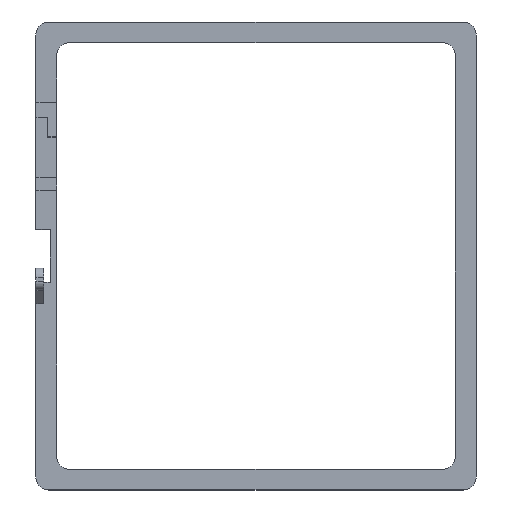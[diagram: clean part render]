
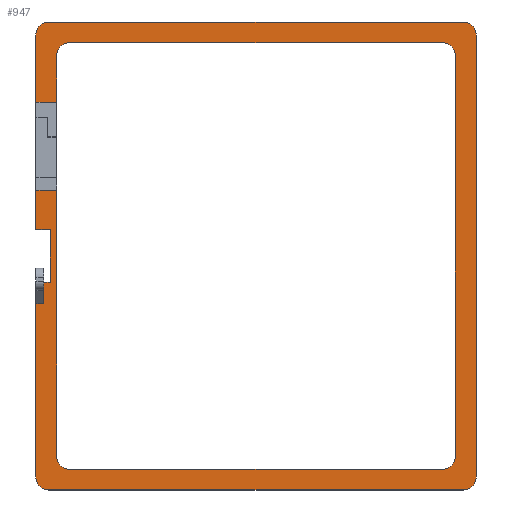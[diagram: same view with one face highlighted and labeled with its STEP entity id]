
A CAD part, top view. The second image highlights one B-rep face of the part: STEP entity #947.
In plain terms, the highlighted planar face has unit normal (0, 0, 1).
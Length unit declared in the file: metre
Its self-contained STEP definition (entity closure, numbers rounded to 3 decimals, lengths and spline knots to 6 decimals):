
#12=LINE('',#1403,#98);
#20=LINE('',#1419,#106);
#27=LINE('',#1444,#113);
#30=LINE('',#1457,#116);
#31=LINE('',#1460,#117);
#32=LINE('',#1463,#118);
#33=LINE('',#1467,#119);
#34=LINE('',#1471,#120);
#35=LINE('',#1474,#121);
#36=LINE('',#1476,#122);
#37=LINE('',#1480,#123);
#38=LINE('',#1484,#124);
#39=LINE('',#1488,#125);
#40=LINE('',#1492,#126);
#41=LINE('',#1494,#127);
#42=LINE('',#1495,#128);
#43=LINE('',#1497,#129);
#44=LINE('',#1499,#130);
#98=VECTOR('',#1121,1.);
#106=VECTOR('',#1129,1.);
#113=VECTOR('',#1148,1.);
#116=VECTOR('',#1161,1.);
#117=VECTOR('',#1162,1.);
#118=VECTOR('',#1165,1.);
#119=VECTOR('',#1168,1.);
#120=VECTOR('',#1171,1.);
#121=VECTOR('',#1174,1.);
#122=VECTOR('',#1175,1.);
#123=VECTOR('',#1178,1.);
#124=VECTOR('',#1181,1.);
#125=VECTOR('',#1184,1.);
#126=VECTOR('',#1187,1.);
#127=VECTOR('',#1188,1.);
#128=VECTOR('',#1189,1.);
#129=VECTOR('',#1190,1.);
#130=VECTOR('',#1191,1.);
#186=PLANE('',#1024);
#244=ORIENTED_EDGE('',*,*,#509,.F.);
#245=ORIENTED_EDGE('',*,*,#510,.T.);
#246=ORIENTED_EDGE('',*,*,#503,.T.);
#247=ORIENTED_EDGE('',*,*,#511,.T.);
#248=ORIENTED_EDGE('',*,*,#512,.T.);
#249=ORIENTED_EDGE('',*,*,#513,.T.);
#250=ORIENTED_EDGE('',*,*,#514,.F.);
#251=ORIENTED_EDGE('',*,*,#515,.T.);
#252=ORIENTED_EDGE('',*,*,#516,.F.);
#253=ORIENTED_EDGE('',*,*,#517,.T.);
#254=ORIENTED_EDGE('',*,*,#491,.T.);
#255=ORIENTED_EDGE('',*,*,#518,.T.);
#256=ORIENTED_EDGE('',*,*,#519,.F.);
#257=ORIENTED_EDGE('',*,*,#520,.T.);
#258=ORIENTED_EDGE('',*,*,#521,.T.);
#259=ORIENTED_EDGE('',*,*,#522,.T.);
#260=ORIENTED_EDGE('',*,*,#523,.T.);
#261=ORIENTED_EDGE('',*,*,#524,.T.);
#262=ORIENTED_EDGE('',*,*,#525,.F.);
#263=ORIENTED_EDGE('',*,*,#526,.T.);
#264=ORIENTED_EDGE('',*,*,#527,.F.);
#265=ORIENTED_EDGE('',*,*,#528,.F.);
#266=ORIENTED_EDGE('',*,*,#483,.T.);
#267=ORIENTED_EDGE('',*,*,#529,.F.);
#268=ORIENTED_EDGE('',*,*,#530,.T.);
#269=ORIENTED_EDGE('',*,*,#531,.F.);
#483=EDGE_CURVE('',#617,#615,#12,.T.);
#491=EDGE_CURVE('',#625,#624,#20,.T.);
#503=EDGE_CURVE('',#637,#636,#27,.T.);
#509=EDGE_CURVE('',#642,#643,#30,.T.);
#510=EDGE_CURVE('',#642,#637,#31,.T.);
#511=EDGE_CURVE('',#636,#644,#720,.T.);
#512=EDGE_CURVE('',#644,#645,#32,.T.);
#513=EDGE_CURVE('',#645,#646,#721,.T.);
#514=EDGE_CURVE('',#647,#646,#33,.T.);
#515=EDGE_CURVE('',#647,#648,#722,.T.);
#516=EDGE_CURVE('',#649,#648,#34,.T.);
#517=EDGE_CURVE('',#649,#625,#723,.T.);
#518=EDGE_CURVE('',#624,#650,#35,.T.);
#519=EDGE_CURVE('',#651,#650,#36,.T.);
#520=EDGE_CURVE('',#651,#652,#724,.F.);
#521=EDGE_CURVE('',#652,#653,#37,.T.);
#522=EDGE_CURVE('',#653,#654,#725,.F.);
#523=EDGE_CURVE('',#654,#655,#38,.T.);
#524=EDGE_CURVE('',#655,#656,#726,.F.);
#525=EDGE_CURVE('',#657,#656,#39,.T.);
#526=EDGE_CURVE('',#657,#658,#727,.F.);
#527=EDGE_CURVE('',#659,#658,#40,.T.);
#528=EDGE_CURVE('',#617,#659,#41,.T.);
#529=EDGE_CURVE('',#660,#615,#42,.T.);
#530=EDGE_CURVE('',#660,#661,#43,.T.);
#531=EDGE_CURVE('',#643,#661,#44,.F.);
#615=VERTEX_POINT('',#1401);
#617=VERTEX_POINT('',#1404);
#624=VERTEX_POINT('',#1418);
#625=VERTEX_POINT('',#1420);
#636=VERTEX_POINT('',#1443);
#637=VERTEX_POINT('',#1445);
#642=VERTEX_POINT('',#1458);
#643=VERTEX_POINT('',#1459);
#644=VERTEX_POINT('',#1462);
#645=VERTEX_POINT('',#1464);
#646=VERTEX_POINT('',#1466);
#647=VERTEX_POINT('',#1468);
#648=VERTEX_POINT('',#1470);
#649=VERTEX_POINT('',#1472);
#650=VERTEX_POINT('',#1475);
#651=VERTEX_POINT('',#1477);
#652=VERTEX_POINT('',#1479);
#653=VERTEX_POINT('',#1481);
#654=VERTEX_POINT('',#1483);
#655=VERTEX_POINT('',#1485);
#656=VERTEX_POINT('',#1487);
#657=VERTEX_POINT('',#1489);
#658=VERTEX_POINT('',#1491);
#659=VERTEX_POINT('',#1493);
#660=VERTEX_POINT('',#1496);
#661=VERTEX_POINT('',#1498);
#720=CIRCLE('',#1025,0.005);
#721=CIRCLE('',#1026,0.005);
#722=CIRCLE('',#1027,0.005);
#723=CIRCLE('',#1028,0.005);
#724=CIRCLE('',#1029,0.005);
#725=CIRCLE('',#1030,0.005);
#726=CIRCLE('',#1031,0.005);
#727=CIRCLE('',#1032,0.005);
#766=EDGE_LOOP('',(#244,#245,#246,#247,#248,#249,#250,#251,#252,#253,#254,
#255,#256,#257,#258,#259,#260,#261,#262,#263,#264,#265,#266,#267,#268,#269));
#849=FACE_BOUND('',#766,.T.);
#947=ADVANCED_FACE('',(#849),#186,.T.);
#1024=AXIS2_PLACEMENT_3D('',#1456,#1159,#1160);
#1025=AXIS2_PLACEMENT_3D('',#1461,#1163,#1164);
#1026=AXIS2_PLACEMENT_3D('',#1465,#1166,#1167);
#1027=AXIS2_PLACEMENT_3D('',#1469,#1169,#1170);
#1028=AXIS2_PLACEMENT_3D('',#1473,#1172,#1173);
#1029=AXIS2_PLACEMENT_3D('',#1478,#1176,#1177);
#1030=AXIS2_PLACEMENT_3D('',#1482,#1179,#1180);
#1031=AXIS2_PLACEMENT_3D('',#1486,#1182,#1183);
#1032=AXIS2_PLACEMENT_3D('',#1490,#1185,#1186);
#1121=DIRECTION('',(0.,-1.,0.));
#1129=DIRECTION('',(0.,-1.,0.));
#1148=DIRECTION('',(0.,-1.,0.));
#1159=DIRECTION('',(0.,0.,1.));
#1160=DIRECTION('',(1.,0.,0.));
#1161=DIRECTION('',(0.,1.,0.));
#1162=DIRECTION('',(-1.,0.,0.));
#1163=DIRECTION('',(0.,0.,1.));
#1164=DIRECTION('',(1.,0.,0.));
#1165=DIRECTION('',(1.,0.,0.));
#1166=DIRECTION('',(0.,0.,1.));
#1167=DIRECTION('',(1.,0.,0.));
#1168=DIRECTION('',(0.,-1.,0.));
#1169=DIRECTION('',(0.,0.,1.));
#1170=DIRECTION('',(1.,0.,0.));
#1171=DIRECTION('',(1.,0.,0.));
#1172=DIRECTION('',(0.,0.,1.));
#1173=DIRECTION('',(1.,0.,0.));
#1174=DIRECTION('',(1.,0.,0.));
#1175=DIRECTION('',(0.,-1.,0.));
#1176=DIRECTION('',(0.,0.,1.));
#1177=DIRECTION('',(1.,0.,0.));
#1178=DIRECTION('',(1.,0.,0.));
#1179=DIRECTION('',(0.,0.,1.));
#1180=DIRECTION('',(1.,0.,0.));
#1181=DIRECTION('',(0.,-1.,0.));
#1182=DIRECTION('',(0.,0.,1.));
#1183=DIRECTION('',(1.,0.,0.));
#1184=DIRECTION('',(1.,0.,0.));
#1185=DIRECTION('',(0.,0.,1.));
#1186=DIRECTION('',(1.,0.,0.));
#1187=DIRECTION('',(0.,-1.,0.));
#1188=DIRECTION('',(1.,0.,0.));
#1189=DIRECTION('',(-1.,0.,0.));
#1190=DIRECTION('',(0.,-1.,0.));
#1191=DIRECTION('',(-1.,0.,0.));
#1401=CARTESIAN_POINT('',(-0.084613,0.010185,0.008));
#1403=CARTESIAN_POINT('',(-0.084613,0.,0.008));
#1404=CARTESIAN_POINT('',(-0.084613,0.025192,0.008));
#1418=CARTESIAN_POINT('',(-0.084613,0.059046,0.008));
#1419=CARTESIAN_POINT('',(-0.084613,0.,0.008));
#1420=CARTESIAN_POINT('',(-0.084613,0.084936,0.008));
#1443=CARTESIAN_POINT('',(-0.084613,-0.084936,0.008));
#1444=CARTESIAN_POINT('',(-0.084613,0.,0.008));
#1445=CARTESIAN_POINT('',(-0.084613,-0.01829,0.008));
#1456=CARTESIAN_POINT('',(-0.007934,0.,0.008));
#1457=CARTESIAN_POINT('',(-0.081613,-0.008994,0.008));
#1458=CARTESIAN_POINT('',(-0.081613,-0.01829,0.008));
#1459=CARTESIAN_POINT('',(-0.081613,-0.010185,0.008));
#1460=CARTESIAN_POINT('',(-0.084613,-0.01829,0.008));
#1461=CARTESIAN_POINT('',(-0.079613,-0.084936,0.008));
#1462=CARTESIAN_POINT('',(-0.079613,-0.089936,0.008));
#1463=CARTESIAN_POINT('',(0.,-0.089936,0.008));
#1464=CARTESIAN_POINT('',(0.079613,-0.089936,0.008));
#1465=CARTESIAN_POINT('',(0.079613,-0.084936,0.008));
#1466=CARTESIAN_POINT('',(0.084613,-0.084936,0.008));
#1467=CARTESIAN_POINT('',(0.084613,0.,0.008));
#1468=CARTESIAN_POINT('',(0.084613,0.084936,0.008));
#1469=CARTESIAN_POINT('',(0.079613,0.084936,0.008));
#1470=CARTESIAN_POINT('',(0.079613,0.089936,0.008));
#1471=CARTESIAN_POINT('',(0.,0.089936,0.008));
#1472=CARTESIAN_POINT('',(-0.079613,0.089936,0.008));
#1473=CARTESIAN_POINT('',(-0.079613,0.084936,0.008));
#1474=CARTESIAN_POINT('',(-0.080645,0.059046,0.008));
#1475=CARTESIAN_POINT('',(-0.076677,0.059046,0.008));
#1476=CARTESIAN_POINT('',(-0.076677,0.,0.008));
#1477=CARTESIAN_POINT('',(-0.076677,0.077,0.008));
#1478=CARTESIAN_POINT('',(-0.071677,0.077,0.008));
#1479=CARTESIAN_POINT('',(-0.071677,0.082,0.008));
#1480=CARTESIAN_POINT('',(0.,0.082,0.008));
#1481=CARTESIAN_POINT('',(0.071677,0.082,0.008));
#1482=CARTESIAN_POINT('',(0.071677,0.077,0.008));
#1483=CARTESIAN_POINT('',(0.076677,0.077,0.008));
#1484=CARTESIAN_POINT('',(0.076677,0.,0.008));
#1485=CARTESIAN_POINT('',(0.076677,-0.077,0.008));
#1486=CARTESIAN_POINT('',(0.071677,-0.077,0.008));
#1487=CARTESIAN_POINT('',(0.071677,-0.082,0.008));
#1488=CARTESIAN_POINT('',(0.,-0.082,0.008));
#1489=CARTESIAN_POINT('',(-0.071677,-0.082,0.008));
#1490=CARTESIAN_POINT('',(-0.071677,-0.077,0.008));
#1491=CARTESIAN_POINT('',(-0.076677,-0.077,0.008));
#1492=CARTESIAN_POINT('',(-0.076677,0.,0.008));
#1493=CARTESIAN_POINT('',(-0.076677,0.025192,0.008));
#1494=CARTESIAN_POINT('',(-0.080645,0.025192,0.008));
#1495=CARTESIAN_POINT('',(-0.079113,0.010185,0.008));
#1496=CARTESIAN_POINT('',(-0.079113,0.010185,0.008));
#1497=CARTESIAN_POINT('',(-0.079113,0.,0.008));
#1498=CARTESIAN_POINT('',(-0.079113,-0.010185,0.008));
#1499=CARTESIAN_POINT('',(-0.079113,-0.010185,0.008));
